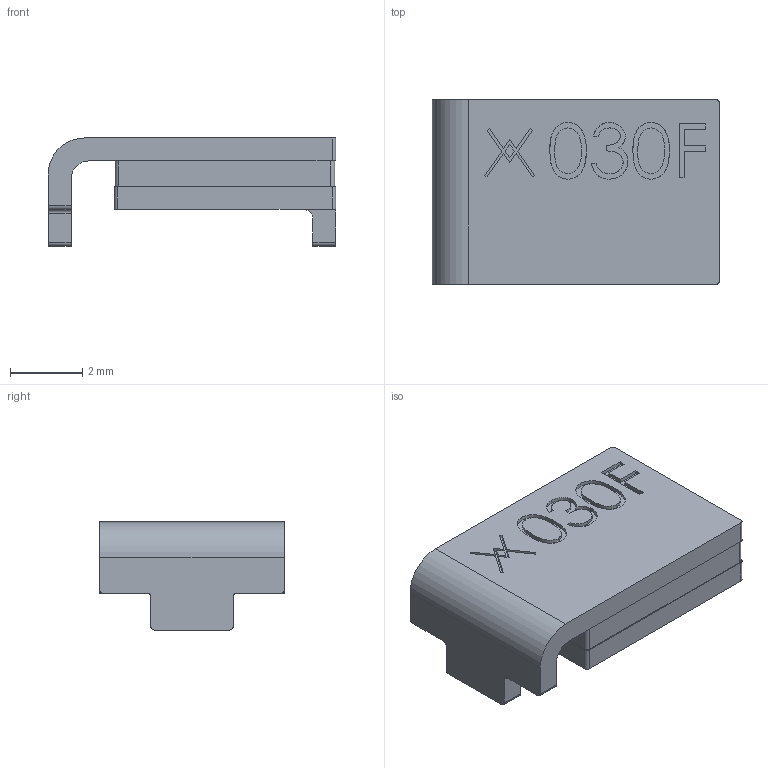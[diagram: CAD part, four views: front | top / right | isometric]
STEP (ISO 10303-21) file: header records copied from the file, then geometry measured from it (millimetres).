
FILE_DESCRIPTION (( 'STEP AP214' ), '1' );
FILE_NAME ('D8000228-D2D4-405D-B527-2DE7B134D081.STEP', '2025-08-01T17:42:40', ( '' ), ( '' ), 'SwSTEP 2.0', 'SolidWorks 2022', '' );
FILE_SCHEMA (( 'AUTOMOTIVE_DESIGN' ));
Length unit declared in the file: millimetre
Products named in the file (1): D8000228-D2D4-405D-B527-2DE7B134D081
Bounding box: 7.98 x 5.12 x 3 mm (x, y, z)
Volume: 74 mm3; surface area: 159.4 mm2
Topology: 1 solids, 1 shells, 126 faces, 341 edges, 226 vertices
Faces by surface type: plane 72, bspline 32, cylinder 22
Entity records: 6180 total; most frequent: CARTESIAN_POINT 3046, ORIENTED_EDGE 682, DIRECTION 513, EDGE_CURVE 341, LINE 231, VECTOR 231, VERTEX_POINT 226, AXIS2_PLACEMENT_3D 141
